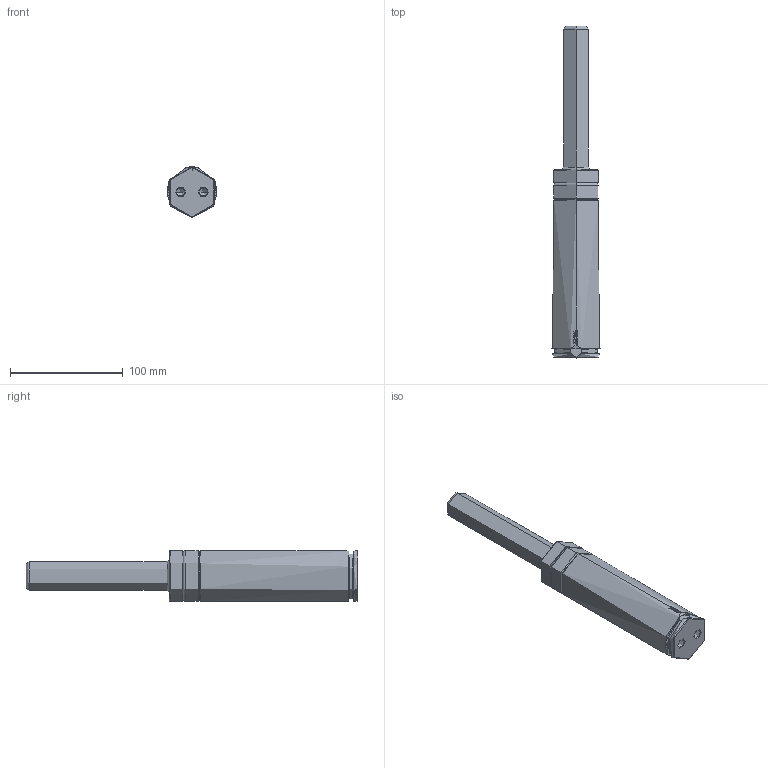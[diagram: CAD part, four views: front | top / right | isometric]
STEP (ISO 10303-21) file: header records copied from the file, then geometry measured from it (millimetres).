
FILE_DESCRIPTION (( 'STEP AP214' ), '1' );
FILE_NAME ('HS-EX0750-125.STEP', '2019-07-12T13:13:42', ( 'Metrol Springs' ), ( 'Hewlett-Packard Company' ), 'SwSTEP 2.0', 'SolidWorks 2017', '' );
FILE_SCHEMA (( 'AUTOMOTIVE_DESIGN' ));
Length unit declared in the file: millimetre
Products named in the file (3): HS-EX0750 Piston_HS-EX0750-125; HS-EX0750 Body_EX-750-125; HS-EX0750-125
Assembly tree (2 placements, depth 2):
  HS-EX0750-125
    HS-EX0750 Body_EX-750-125
    HS-EX0750 Piston_HS-EX0750-125
Bounding box: 44.26 x 294 x 45.1 mm (x, y, z)
Volume: 202985.9 mm3; surface area: 59777.2 mm2
Topology: 7 solids, 7 shells, 143 faces, 342 edges, 215 vertices
Faces by surface type: bspline 42, cylinder 37, plane 31, cone 19, torus 14
Entity records: 5732 total; most frequent: CARTESIAN_POINT 2528, ORIENTED_EDGE 672, DIRECTION 520, EDGE_CURVE 336, VERTEX_POINT 215, AXIS2_PLACEMENT_3D 196, EDGE_LOOP 155, FACE_OUTER_BOUND 143
